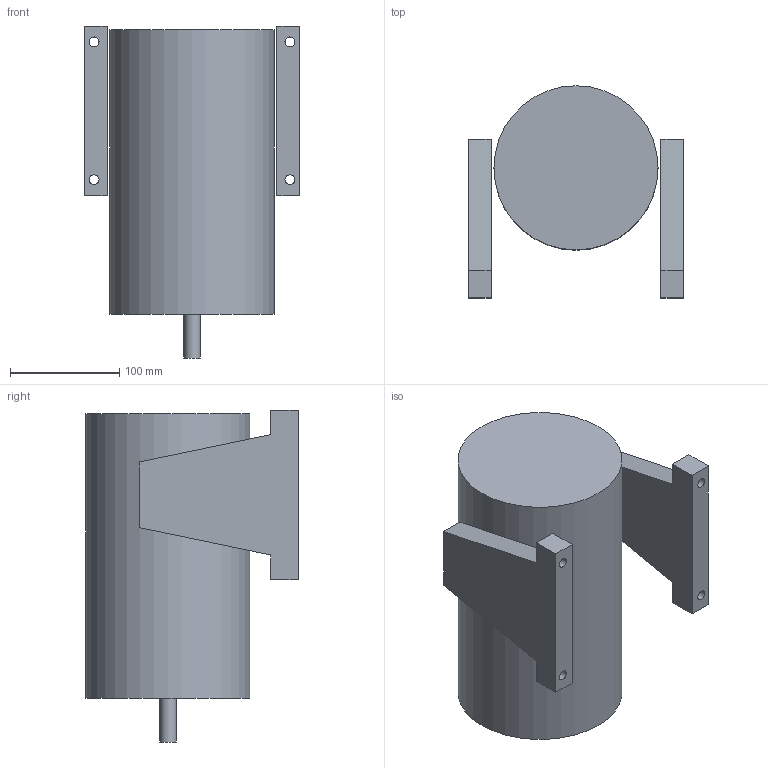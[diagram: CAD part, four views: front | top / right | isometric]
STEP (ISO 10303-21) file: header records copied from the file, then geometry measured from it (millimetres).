
FILE_DESCRIPTION (( 'STEP AP214' ), '1' );
FILE_NAME ('modal_shaker.STEP', '2021-04-15T18:51:54', ( '' ), ( '' ), 'SwSTEP 2.0', 'SolidWorks 2020', '' );
FILE_SCHEMA (( 'AUTOMOTIVE_DESIGN' ));
Length unit declared in the file: millimetre
Products named in the file (1): modal_shaker
Bounding box: 197 x 194 x 303.5 mm (x, y, z)
Volume: 5186436.1 mm3; surface area: 241684.9 mm2
Topology: 3 solids, 3 shells, 29 faces, 69 edges, 47 vertices
Faces by surface type: plane 23, cylinder 6
Full cylindrical faces by diameter (mm): 9 x4, 15 x1, 150 x1
Entity records: 850 total; most frequent: CARTESIAN_POINT 134, DIRECTION 132, ORIENTED_EDGE 120, EDGE_CURVE 60, LINE 48, VECTOR 48, EDGE_LOOP 44, VERTEX_POINT 44
